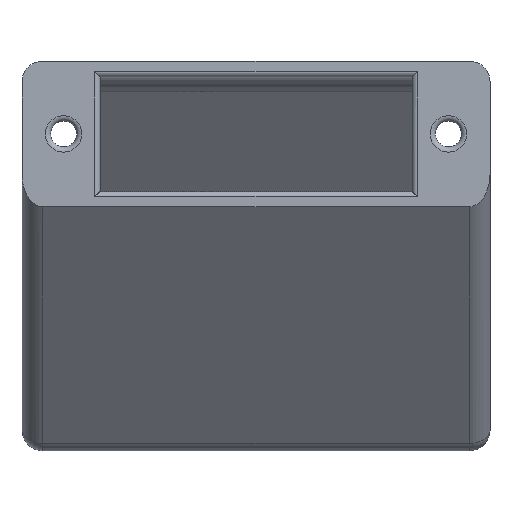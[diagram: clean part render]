
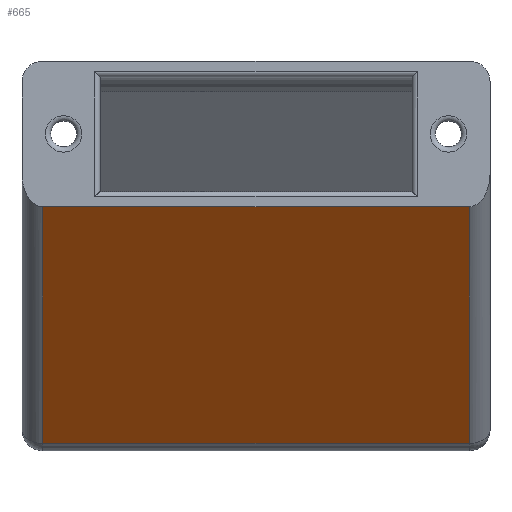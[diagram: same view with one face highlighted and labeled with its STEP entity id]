
A CAD part, left-side view. The second image highlights one B-rep face of the part: STEP entity #665.
In plain terms, the highlighted planar face has unit normal (-0.766, 0, -0.643).
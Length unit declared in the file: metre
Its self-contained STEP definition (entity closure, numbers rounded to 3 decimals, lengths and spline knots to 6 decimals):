
#51=LINE('',#1093,#93);
#52=LINE('',#1096,#94);
#53=LINE('',#1098,#95);
#54=LINE('',#1100,#96);
#93=VECTOR('',#859,1.);
#94=VECTOR('',#860,1.);
#95=VECTOR('',#861,1.);
#96=VECTOR('',#862,1.);
#125=PLANE('',#733);
#165=ORIENTED_EDGE('',*,*,#348,.T.);
#166=ORIENTED_EDGE('',*,*,#349,.T.);
#167=ORIENTED_EDGE('',*,*,#350,.F.);
#168=ORIENTED_EDGE('',*,*,#351,.T.);
#348=EDGE_CURVE('',#437,#438,#51,.T.);
#349=EDGE_CURVE('',#438,#439,#52,.F.);
#350=EDGE_CURVE('',#440,#439,#53,.T.);
#351=EDGE_CURVE('',#440,#437,#54,.T.);
#437=VERTEX_POINT('',#1094);
#438=VERTEX_POINT('',#1095);
#439=VERTEX_POINT('',#1097);
#440=VERTEX_POINT('',#1099);
#527=EDGE_LOOP('',(#165,#166,#167,#168));
#587=FACE_BOUND('',#527,.T.);
#665=ADVANCED_FACE('',(#587),#125,.T.);
#733=AXIS2_PLACEMENT_3D('',#1092,#857,#858);
#857=DIRECTION('',(-0.766,0.,-0.643));
#858=DIRECTION('',(-0.643,0.,0.766));
#859=DIRECTION('',(0.,1.,0.));
#860=DIRECTION('',(-0.643,0.,0.766));
#861=DIRECTION('',(0.,1.,0.));
#862=DIRECTION('',(-0.643,0.,0.766));
#1092=CARTESIAN_POINT('',(0.072549,-0.0225,-0.01138));
#1093=CARTESIAN_POINT('',(0.063,-0.0225,0.));
#1094=CARTESIAN_POINT('',(0.063,-0.0205,0.));
#1095=CARTESIAN_POINT('',(0.063,0.0205,0.));
#1096=CARTESIAN_POINT('',(0.082099,0.0205,-0.022761));
#1097=CARTESIAN_POINT('',(0.082099,0.0205,-0.022761));
#1098=CARTESIAN_POINT('',(0.082099,-0.0225,-0.022761));
#1099=CARTESIAN_POINT('',(0.082099,-0.0205,-0.022761));
#1100=CARTESIAN_POINT('',(0.072549,-0.0205,-0.01138));
